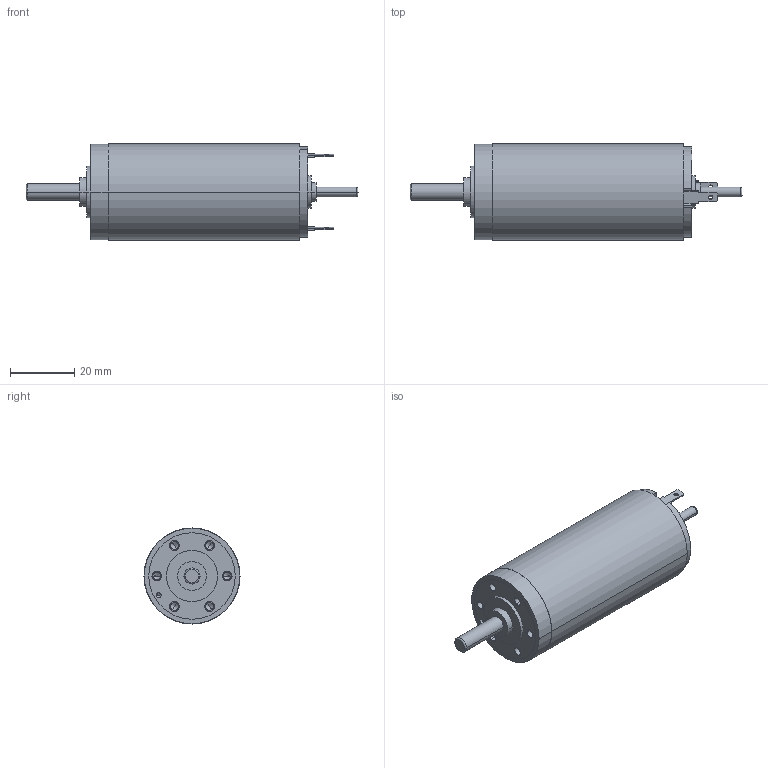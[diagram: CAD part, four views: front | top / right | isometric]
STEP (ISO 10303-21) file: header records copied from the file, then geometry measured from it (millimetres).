
FILE_DESCRIPTION((''),'2;1');
FILE_NAME('1075657_ASM','2010-03-09T',('MMAGBRD'),(''),'PRO/ENGINEER BY PARAMETRIC TECHNOLOGY CORPORATION, 2009230','PRO/ENGINEER BY PARAMETRIC TECHNOLOGY CORPORATION, 2009230','');
FILE_SCHEMA(('CONFIG_CONTROL_DESIGN'));
Length unit declared in the file: millimetre
Products named in the file (1): 1075657_ASM
Bounding box: 103.7 x 30 x 30 mm (x, y, z)
Volume: 48302.6 mm3; surface area: 9576.9 mm2
Topology: 1 solids, 11 shells, 222 faces, 536 edges, 341 vertices
Faces by surface type: cylinder 96, plane 88, cone 30, torus 8
Entity records: 6573 total; most frequent: CARTESIAN_POINT 1290, DIRECTION 1158, ORIENTED_EDGE 988, EDGE_CURVE 514, AXIS2_PLACEMENT_3D 441, VERTEX_POINT 341, VECTOR 276, LINE 276
